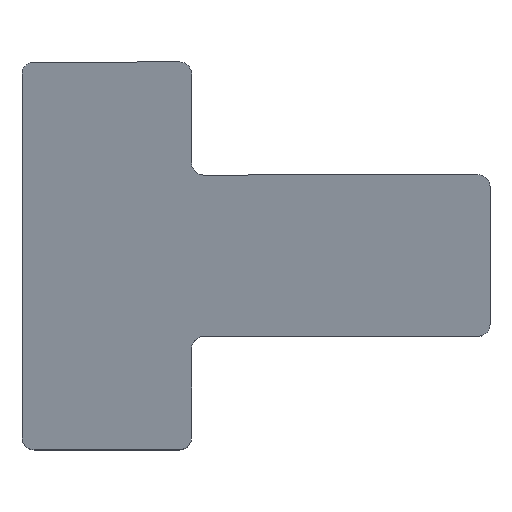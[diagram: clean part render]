
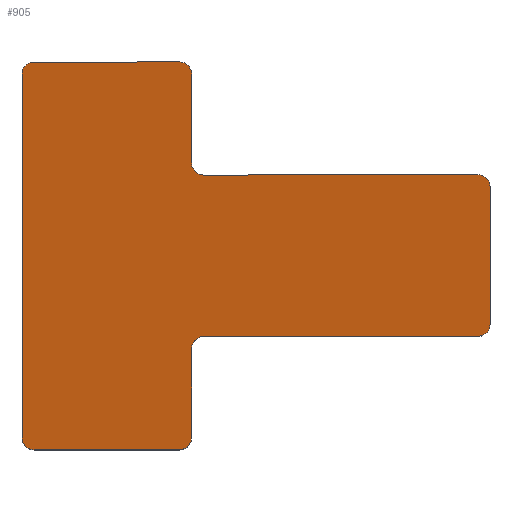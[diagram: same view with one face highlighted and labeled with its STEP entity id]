
A CAD part, top view. The second image highlights one B-rep face of the part: STEP entity #905.
In plain terms, the highlighted planar face has unit normal (-0.259, 0, 0.966).
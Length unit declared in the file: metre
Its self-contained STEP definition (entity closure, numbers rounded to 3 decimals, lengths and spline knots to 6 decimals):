
#25=ELLIPSE('',#981,0.001553,0.0015);
#26=ELLIPSE('',#982,0.001553,0.0015);
#27=ELLIPSE('',#983,0.001553,0.0015);
#28=ELLIPSE('',#984,0.001553,0.0015);
#29=ELLIPSE('',#985,0.001553,0.0015);
#30=ELLIPSE('',#986,0.001553,0.0015);
#31=ELLIPSE('',#987,0.001553,0.0015);
#32=ELLIPSE('',#988,0.001553,0.0015);
#44=LINE('',#1400,#126);
#46=LINE('',#1411,#128);
#47=LINE('',#1416,#129);
#48=LINE('',#1420,#130);
#49=LINE('',#1424,#131);
#50=LINE('',#1428,#132);
#51=LINE('',#1433,#133);
#52=LINE('',#1437,#134);
#126=VECTOR('',#1107,1.);
#128=VECTOR('',#1111,1.);
#129=VECTOR('',#1114,1.);
#130=VECTOR('',#1117,1.);
#131=VECTOR('',#1120,1.);
#132=VECTOR('',#1123,1.);
#133=VECTOR('',#1128,1.);
#134=VECTOR('',#1131,1.);
#200=PLANE('',#980);
#252=ORIENTED_EDGE('',*,*,#518,.T.);
#253=ORIENTED_EDGE('',*,*,#519,.T.);
#254=ORIENTED_EDGE('',*,*,#520,.F.);
#255=ORIENTED_EDGE('',*,*,#521,.T.);
#256=ORIENTED_EDGE('',*,*,#522,.F.);
#257=ORIENTED_EDGE('',*,*,#523,.T.);
#258=ORIENTED_EDGE('',*,*,#524,.F.);
#259=ORIENTED_EDGE('',*,*,#525,.T.);
#260=ORIENTED_EDGE('',*,*,#526,.F.);
#261=ORIENTED_EDGE('',*,*,#527,.T.);
#262=ORIENTED_EDGE('',*,*,#515,.T.);
#263=ORIENTED_EDGE('',*,*,#528,.T.);
#264=ORIENTED_EDGE('',*,*,#529,.T.);
#265=ORIENTED_EDGE('',*,*,#530,.T.);
#266=ORIENTED_EDGE('',*,*,#531,.T.);
#267=ORIENTED_EDGE('',*,*,#532,.T.);
#515=EDGE_CURVE('',#649,#648,#44,.T.);
#518=EDGE_CURVE('',#650,#651,#46,.T.);
#519=EDGE_CURVE('',#651,#652,#25,.T.);
#520=EDGE_CURVE('',#653,#652,#47,.T.);
#521=EDGE_CURVE('',#653,#654,#26,.T.);
#522=EDGE_CURVE('',#655,#654,#48,.T.);
#523=EDGE_CURVE('',#655,#656,#27,.T.);
#524=EDGE_CURVE('',#657,#656,#49,.T.);
#525=EDGE_CURVE('',#657,#658,#28,.F.);
#526=EDGE_CURVE('',#659,#658,#50,.T.);
#527=EDGE_CURVE('',#659,#649,#29,.T.);
#528=EDGE_CURVE('',#648,#660,#30,.T.);
#529=EDGE_CURVE('',#660,#661,#51,.T.);
#530=EDGE_CURVE('',#661,#662,#31,.F.);
#531=EDGE_CURVE('',#662,#663,#52,.T.);
#532=EDGE_CURVE('',#663,#650,#32,.T.);
#648=VERTEX_POINT('',#1399);
#649=VERTEX_POINT('',#1401);
#650=VERTEX_POINT('',#1412);
#651=VERTEX_POINT('',#1413);
#652=VERTEX_POINT('',#1415);
#653=VERTEX_POINT('',#1417);
#654=VERTEX_POINT('',#1419);
#655=VERTEX_POINT('',#1421);
#656=VERTEX_POINT('',#1423);
#657=VERTEX_POINT('',#1425);
#658=VERTEX_POINT('',#1427);
#659=VERTEX_POINT('',#1429);
#660=VERTEX_POINT('',#1432);
#661=VERTEX_POINT('',#1434);
#662=VERTEX_POINT('',#1436);
#663=VERTEX_POINT('',#1438);
#755=EDGE_LOOP('',(#252,#253,#254,#255,#256,#257,#258,#259,#260,#261,#262,
#263,#264,#265,#266,#267));
#819=FACE_BOUND('',#755,.T.);
#905=ADVANCED_FACE('',(#819),#200,.T.);
#980=AXIS2_PLACEMENT_3D('',#1410,#1109,#1110);
#981=AXIS2_PLACEMENT_3D('',#1414,#1112,#1113);
#982=AXIS2_PLACEMENT_3D('',#1418,#1115,#1116);
#983=AXIS2_PLACEMENT_3D('',#1422,#1118,#1119);
#984=AXIS2_PLACEMENT_3D('',#1426,#1121,#1122);
#985=AXIS2_PLACEMENT_3D('',#1430,#1124,#1125);
#986=AXIS2_PLACEMENT_3D('',#1431,#1126,#1127);
#987=AXIS2_PLACEMENT_3D('',#1435,#1129,#1130);
#988=AXIS2_PLACEMENT_3D('',#1439,#1132,#1133);
#1107=DIRECTION('',(0.,1.,0.));
#1109=DIRECTION('',(-0.259,0.,0.966));
#1110=DIRECTION('',(0.966,0.,0.259));
#1111=DIRECTION('',(-0.966,0.,-0.259));
#1112=DIRECTION('',(-0.259,0.,0.966));
#1113=DIRECTION('',(-0.966,0.,-0.259));
#1114=DIRECTION('',(0.,1.,0.));
#1115=DIRECTION('',(-0.259,0.,0.966));
#1116=DIRECTION('',(0.966,0.,0.259));
#1117=DIRECTION('',(-0.966,0.,-0.259));
#1118=DIRECTION('',(-0.259,0.,0.966));
#1119=DIRECTION('',(-0.966,0.,-0.259));
#1120=DIRECTION('',(0.,-1.,0.));
#1121=DIRECTION('',(-0.259,0.,0.966));
#1122=DIRECTION('',(0.966,0.,0.259));
#1123=DIRECTION('',(-0.966,0.,-0.259));
#1124=DIRECTION('',(-0.259,0.,0.966));
#1125=DIRECTION('',(0.966,0.,0.259));
#1126=DIRECTION('',(-0.259,0.,0.966));
#1127=DIRECTION('',(-0.966,0.,-0.259));
#1128=DIRECTION('',(-0.966,0.,-0.259));
#1129=DIRECTION('',(-0.259,0.,0.966));
#1130=DIRECTION('',(0.966,0.,0.259));
#1131=DIRECTION('',(0.,1.,0.));
#1132=DIRECTION('',(-0.259,0.,0.966));
#1133=DIRECTION('',(-0.966,0.,-0.259));
#1399=CARTESIAN_POINT('',(0.056956,0.0165,0.044029));
#1400=CARTESIAN_POINT('',(0.056956,-0.016002,0.044029));
#1401=CARTESIAN_POINT('',(0.056956,-0.0005,0.044029));
#1410=CARTESIAN_POINT('',(0.027978,-0.016002,0.036265));
#1411=CARTESIAN_POINT('',(0.027978,0.032,0.036265));
#1412=CARTESIAN_POINT('',(0.0185,0.032,0.033725));
#1413=CARTESIAN_POINT('',(0.0005,0.032,0.028902));
#1414=CARTESIAN_POINT('',(0.0005,0.0305,0.028902));
#1415=CARTESIAN_POINT('',(-0.001,0.0305,0.0285));
#1416=CARTESIAN_POINT('',(-0.001,-0.016002,0.0285));
#1417=CARTESIAN_POINT('',(-0.001,-0.0145,0.0285));
#1418=CARTESIAN_POINT('',(0.0005,-0.0145,0.028902));
#1419=CARTESIAN_POINT('',(0.0005,-0.016,0.028902));
#1420=CARTESIAN_POINT('',(0.027978,-0.016,0.036265));
#1421=CARTESIAN_POINT('',(0.0185,-0.016,0.033725));
#1422=CARTESIAN_POINT('',(0.0185,-0.0145,0.033725));
#1423=CARTESIAN_POINT('',(0.02,-0.0145,0.034127));
#1424=CARTESIAN_POINT('',(0.02,-0.016002,0.034127));
#1425=CARTESIAN_POINT('',(0.02,-0.0035,0.034127));
#1426=CARTESIAN_POINT('',(0.0215,-0.0035,0.034529));
#1427=CARTESIAN_POINT('',(0.0215,-0.002,0.034529));
#1428=CARTESIAN_POINT('',(0.027978,-0.002,0.036265));
#1429=CARTESIAN_POINT('',(0.055456,-0.002,0.043627));
#1430=CARTESIAN_POINT('',(0.055456,-0.0005,0.043627));
#1431=CARTESIAN_POINT('',(0.055456,0.0165,0.043627));
#1432=CARTESIAN_POINT('',(0.055456,0.018,0.043627));
#1433=CARTESIAN_POINT('',(0.027978,0.018,0.036265));
#1434=CARTESIAN_POINT('',(0.0215,0.018,0.034529));
#1435=CARTESIAN_POINT('',(0.0215,0.0195,0.034529));
#1436=CARTESIAN_POINT('',(0.02,0.0195,0.034127));
#1437=CARTESIAN_POINT('',(0.02,-0.016002,0.034127));
#1438=CARTESIAN_POINT('',(0.02,0.0305,0.034127));
#1439=CARTESIAN_POINT('',(0.0185,0.0305,0.033725));
